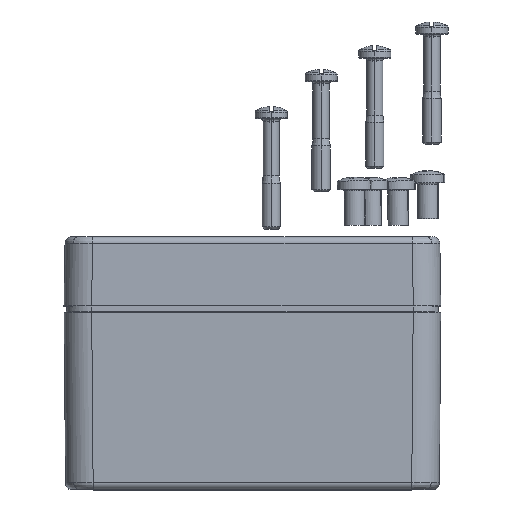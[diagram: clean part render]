
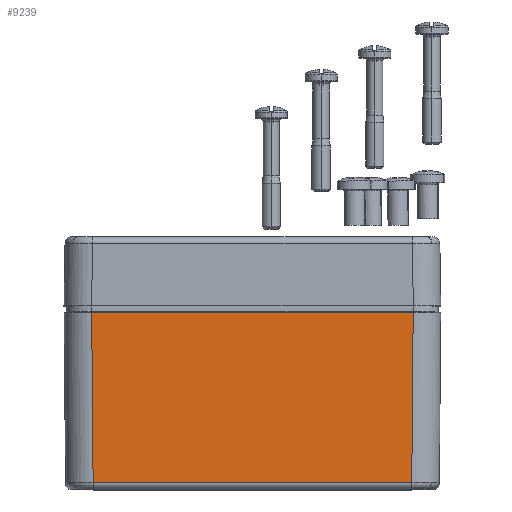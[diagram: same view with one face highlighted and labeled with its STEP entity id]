
A CAD part, top view. The second image highlights one B-rep face of the part: STEP entity #9239.
In plain terms, the highlighted planar face has unit normal (0, -0.008, 1).
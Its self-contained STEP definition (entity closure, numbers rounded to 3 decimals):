
#4569 = VERTEX_POINT ( 'NONE', #11810 ) ;
#4845 = EDGE_LOOP ( 'NONE', ( #4846, #8744, #8741, #14274 ) ) ;
#4846 = ORIENTED_EDGE ( 'NONE', *, *, #8954, .T. ) ;
#4896 = EDGE_CURVE ( 'NONE', #31014, #4569, #12118, .T. ) ;
#8741 = ORIENTED_EDGE ( 'NONE', *, *, #14300, .T. ) ;
#8744 = ORIENTED_EDGE ( 'NONE', *, *, #40768, .T. ) ;
#8954 = EDGE_CURVE ( 'NONE', #4569, #35811, #13188, .T. ) ;
#9239 = ADVANCED_FACE ( 'NONE', ( #13219 ), #13217, .T. ) ;
#11810 = CARTESIAN_POINT ( 'NONE',  ( 34.665, -40.013, 39.665 ) ) ;
#12115 = DIRECTION ( 'NONE',  ( 1., 0., 0. ) ) ;
#12116 = VECTOR ( 'NONE', #12115, 1000. ) ;
#12117 = CARTESIAN_POINT ( 'NONE',  ( -41., -40.013, 39.665 ) ) ;
#12118 = LINE ( 'NONE', #12117, #12116 ) ;
#13185 = DIRECTION ( 'NONE',  ( 0.008, 1., 0.008 ) ) ;
#13186 = VECTOR ( 'NONE', #13185, 1000. ) ;
#13187 = CARTESIAN_POINT ( 'NONE',  ( 34.995, -0.637, 39.995 ) ) ;
#13188 = LINE ( 'NONE', #13187, #13186 ) ;
#13213 = DIRECTION ( 'NONE',  ( 0., -1., -0.008 ) ) ;
#13214 = DIRECTION ( 'NONE',  ( 0., -0.008, 1. ) ) ;
#13215 = CARTESIAN_POINT ( 'NONE',  ( -41., 0., 40. ) ) ;
#13216 = AXIS2_PLACEMENT_3D ( 'NONE', #13215, #13214, #13213 ) ;
#13217 = PLANE ( 'NONE',  #13216 ) ;
#13219 = FACE_OUTER_BOUND ( 'NONE', #4845, .T. ) ;
#14274 = ORIENTED_EDGE ( 'NONE', *, *, #4896, .T. ) ;
#14300 = EDGE_CURVE ( 'NONE', #40829, #31014, #14916, .T. ) ;
#14913 = DIRECTION ( 'NONE',  ( 0.008, -1., -0.008 ) ) ;
#14914 = VECTOR ( 'NONE', #14913, 1000. ) ;
#14915 = CARTESIAN_POINT ( 'NONE',  ( -35.001, 0.05, 40. ) ) ;
#14916 = LINE ( 'NONE', #14915, #14914 ) ;
#22516 = CARTESIAN_POINT ( 'NONE',  ( -34.665, -40.013, 39.665 ) ) ;
#27357 = CARTESIAN_POINT ( 'NONE',  ( 34.975, -3., 39.975 ) ) ;
#28570 = DIRECTION ( 'NONE',  ( -1., 0., 0. ) ) ;
#28571 = VECTOR ( 'NONE', #28570, 1000. ) ;
#28572 = CARTESIAN_POINT ( 'NONE',  ( -41., -3., 39.975 ) ) ;
#28573 = LINE ( 'NONE', #28572, #28571 ) ;
#28584 = CARTESIAN_POINT ( 'NONE',  ( -34.975, -3., 39.975 ) ) ;
#31014 = VERTEX_POINT ( 'NONE', #22516 ) ;
#35811 = VERTEX_POINT ( 'NONE', #27357 ) ;
#40768 = EDGE_CURVE ( 'NONE', #35811, #40829, #28573, .T. ) ;
#40829 = VERTEX_POINT ( 'NONE', #28584 ) ;
